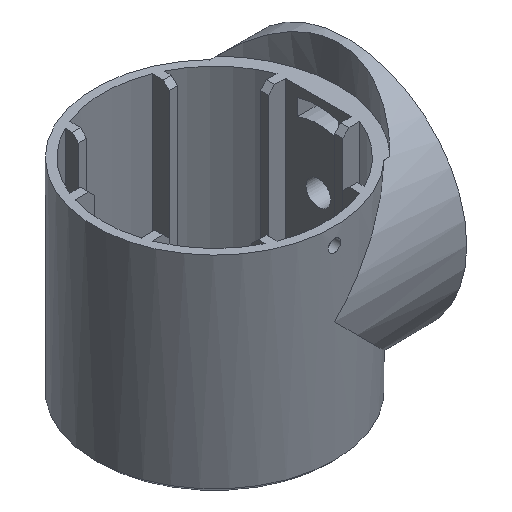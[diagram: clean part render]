
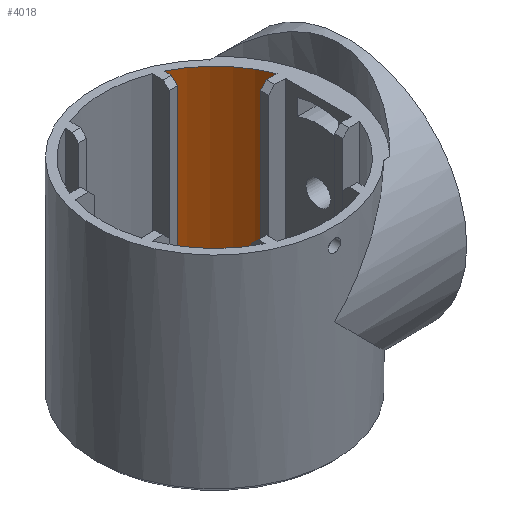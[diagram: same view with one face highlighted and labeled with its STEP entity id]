
A CAD part, isometric view. The second image highlights one B-rep face of the part: STEP entity #4018.
In plain terms, the highlighted cylindrical face has radius 27 mm (diameter 54 mm), a partial arc.
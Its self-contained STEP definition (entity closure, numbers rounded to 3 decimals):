
#185 = PLANE('',#186);
#186 = AXIS2_PLACEMENT_3D('',#187,#188,#189);
#187 = CARTESIAN_POINT('',(0.,0.,50.));
#188 = DIRECTION('',(0.,0.,1.));
#189 = DIRECTION('',(1.,0.,0.));
#2381 = VERTEX_POINT('',#2382);
#2382 = CARTESIAN_POINT('',(12.,24.187,50.));
#2395 = PLANE('',#2396);
#2396 = AXIS2_PLACEMENT_3D('',#2397,#2398,#2399);
#2397 = CARTESIAN_POINT('',(12.,24.187,60.));
#2398 = DIRECTION('',(-1.,0.,0.));
#2399 = DIRECTION('',(0.,-1.,0.));
#2406 = EDGE_CURVE('',#2407,#2381,#2409,.T.);
#2407 = VERTEX_POINT('',#2408);
#2408 = CARTESIAN_POINT('',(25.08,10.,50.));
#2409 = SURFACE_CURVE('',#2410,(#2415,#2422),.PCURVE_S1.);
#2410 = CIRCLE('',#2411,27.);
#2411 = AXIS2_PLACEMENT_3D('',#2412,#2413,#2414);
#2412 = CARTESIAN_POINT('',(0.,0.,50.));
#2413 = DIRECTION('',(0.,0.,1.));
#2414 = DIRECTION('',(1.,0.,0.));
#2415 = PCURVE('',#185,#2416);
#2416 = DEFINITIONAL_REPRESENTATION('',(#2417),#2421);
#2417 = CIRCLE('',#2418,27.);
#2418 = AXIS2_PLACEMENT_2D('',#2419,#2420);
#2419 = CARTESIAN_POINT('',(0.,0.));
#2420 = DIRECTION('',(1.,0.));
#2421 = ( GEOMETRIC_REPRESENTATION_CONTEXT(2) 
PARAMETRIC_REPRESENTATION_CONTEXT() REPRESENTATION_CONTEXT('2D SPACE',''
  ) );
#2422 = PCURVE('',#2423,#2428);
#2423 = CYLINDRICAL_SURFACE('',#2424,27.);
#2424 = AXIS2_PLACEMENT_3D('',#2425,#2426,#2427);
#2425 = CARTESIAN_POINT('',(0.,0.,60.));
#2426 = DIRECTION('',(0.,0.,1.));
#2427 = DIRECTION('',(1.,0.,0.));
#2428 = DEFINITIONAL_REPRESENTATION('',(#2429),#2433);
#2429 = LINE('',#2430,#2431);
#2430 = CARTESIAN_POINT('',(0.,-10.));
#2431 = VECTOR('',#2432,1.);
#2432 = DIRECTION('',(1.,0.));
#2433 = ( GEOMETRIC_REPRESENTATION_CONTEXT(2) 
PARAMETRIC_REPRESENTATION_CONTEXT() REPRESENTATION_CONTEXT('2D SPACE',''
  ) );
#2450 = PLANE('',#2451);
#2451 = AXIS2_PLACEMENT_3D('',#2452,#2453,#2454);
#2452 = CARTESIAN_POINT('',(25.08,10.,60.));
#2453 = DIRECTION('',(0.,1.,0.));
#2454 = DIRECTION('',(-1.,0.,0.));
#3574 = PLANE('',#3575);
#3575 = AXIS2_PLACEMENT_3D('',#3576,#3577,#3578);
#3576 = CARTESIAN_POINT('',(25.08,10.,3.));
#3577 = DIRECTION('',(0.,0.,-1.));
#3578 = DIRECTION('',(-1.,0.,0.));
#3874 = EDGE_CURVE('',#2407,#3875,#3877,.T.);
#3875 = VERTEX_POINT('',#3876);
#3876 = CARTESIAN_POINT('',(25.08,10.,3.));
#3877 = SURFACE_CURVE('',#3878,(#3882,#3889),.PCURVE_S1.);
#3878 = LINE('',#3879,#3880);
#3879 = CARTESIAN_POINT('',(25.08,10.,60.));
#3880 = VECTOR('',#3881,1.);
#3881 = DIRECTION('',(-0.,-0.,-1.));
#3882 = PCURVE('',#2450,#3883);
#3883 = DEFINITIONAL_REPRESENTATION('',(#3884),#3888);
#3884 = LINE('',#3885,#3886);
#3885 = CARTESIAN_POINT('',(0.,0.));
#3886 = VECTOR('',#3887,1.);
#3887 = DIRECTION('',(0.,-1.));
#3888 = ( GEOMETRIC_REPRESENTATION_CONTEXT(2) 
PARAMETRIC_REPRESENTATION_CONTEXT() REPRESENTATION_CONTEXT('2D SPACE',''
  ) );
#3889 = PCURVE('',#2423,#3890);
#3890 = DEFINITIONAL_REPRESENTATION('',(#3891),#3895);
#3891 = LINE('',#3892,#3893);
#3892 = CARTESIAN_POINT('',(0.379,0.));
#3893 = VECTOR('',#3894,1.);
#3894 = DIRECTION('',(0.,-1.));
#3895 = ( GEOMETRIC_REPRESENTATION_CONTEXT(2) 
PARAMETRIC_REPRESENTATION_CONTEXT() REPRESENTATION_CONTEXT('2D SPACE',''
  ) );
#4018 = ADVANCED_FACE('',(#4019),#2423,.F.);
#4019 = FACE_BOUND('',#4020,.F.);
#4020 = EDGE_LOOP('',(#4021,#4022,#4023,#4051));
#4021 = ORIENTED_EDGE('',*,*,#2406,.F.);
#4022 = ORIENTED_EDGE('',*,*,#3874,.T.);
#4023 = ORIENTED_EDGE('',*,*,#4024,.T.);
#4024 = EDGE_CURVE('',#3875,#4025,#4027,.T.);
#4025 = VERTEX_POINT('',#4026);
#4026 = CARTESIAN_POINT('',(12.,24.187,3.));
#4027 = SURFACE_CURVE('',#4028,(#4033,#4040),.PCURVE_S1.);
#4028 = CIRCLE('',#4029,27.);
#4029 = AXIS2_PLACEMENT_3D('',#4030,#4031,#4032);
#4030 = CARTESIAN_POINT('',(0.,0.,3.));
#4031 = DIRECTION('',(0.,0.,1.));
#4032 = DIRECTION('',(1.,0.,0.));
#4033 = PCURVE('',#2423,#4034);
#4034 = DEFINITIONAL_REPRESENTATION('',(#4035),#4039);
#4035 = LINE('',#4036,#4037);
#4036 = CARTESIAN_POINT('',(0.,-57.));
#4037 = VECTOR('',#4038,1.);
#4038 = DIRECTION('',(1.,0.));
#4039 = ( GEOMETRIC_REPRESENTATION_CONTEXT(2) 
PARAMETRIC_REPRESENTATION_CONTEXT() REPRESENTATION_CONTEXT('2D SPACE',''
  ) );
#4040 = PCURVE('',#3574,#4041);
#4041 = DEFINITIONAL_REPRESENTATION('',(#4042),#4050);
#4042 = ( BOUNDED_CURVE() B_SPLINE_CURVE(2,(#4043,#4044,#4045,#4046,
#4047,#4048,#4049),.UNSPECIFIED.,.F.,.F.) B_SPLINE_CURVE_WITH_KNOTS((1,2
    ,2,2,2,1),(-2.094,0.,2.094,4.189,
6.283,8.378),.UNSPECIFIED.) CURVE() 
GEOMETRIC_REPRESENTATION_ITEM() RATIONAL_B_SPLINE_CURVE((1.,0.5,1.,0.5,
1.,0.5,1.)) REPRESENTATION_ITEM('') );
#4043 = CARTESIAN_POINT('',(-1.92,-10.));
#4044 = CARTESIAN_POINT('',(-1.92,36.765));
#4045 = CARTESIAN_POINT('',(38.58,13.383));
#4046 = CARTESIAN_POINT('',(79.08,-10.));
#4047 = CARTESIAN_POINT('',(38.58,-33.383));
#4048 = CARTESIAN_POINT('',(-1.92,-56.765));
#4049 = CARTESIAN_POINT('',(-1.92,-10.));
#4050 = ( GEOMETRIC_REPRESENTATION_CONTEXT(2) 
PARAMETRIC_REPRESENTATION_CONTEXT() REPRESENTATION_CONTEXT('2D SPACE',''
  ) );
#4051 = ORIENTED_EDGE('',*,*,#4052,.F.);
#4052 = EDGE_CURVE('',#2381,#4025,#4053,.T.);
#4053 = SURFACE_CURVE('',#4054,(#4058,#4065),.PCURVE_S1.);
#4054 = LINE('',#4055,#4056);
#4055 = CARTESIAN_POINT('',(12.,24.187,60.));
#4056 = VECTOR('',#4057,1.);
#4057 = DIRECTION('',(-0.,-0.,-1.));
#4058 = PCURVE('',#2423,#4059);
#4059 = DEFINITIONAL_REPRESENTATION('',(#4060),#4064);
#4060 = LINE('',#4061,#4062);
#4061 = CARTESIAN_POINT('',(1.11,0.));
#4062 = VECTOR('',#4063,1.);
#4063 = DIRECTION('',(0.,-1.));
#4064 = ( GEOMETRIC_REPRESENTATION_CONTEXT(2) 
PARAMETRIC_REPRESENTATION_CONTEXT() REPRESENTATION_CONTEXT('2D SPACE',''
  ) );
#4065 = PCURVE('',#2395,#4066);
#4066 = DEFINITIONAL_REPRESENTATION('',(#4067),#4071);
#4067 = LINE('',#4068,#4069);
#4068 = CARTESIAN_POINT('',(0.,0.));
#4069 = VECTOR('',#4070,1.);
#4070 = DIRECTION('',(0.,-1.));
#4071 = ( GEOMETRIC_REPRESENTATION_CONTEXT(2) 
PARAMETRIC_REPRESENTATION_CONTEXT() REPRESENTATION_CONTEXT('2D SPACE',''
  ) );
